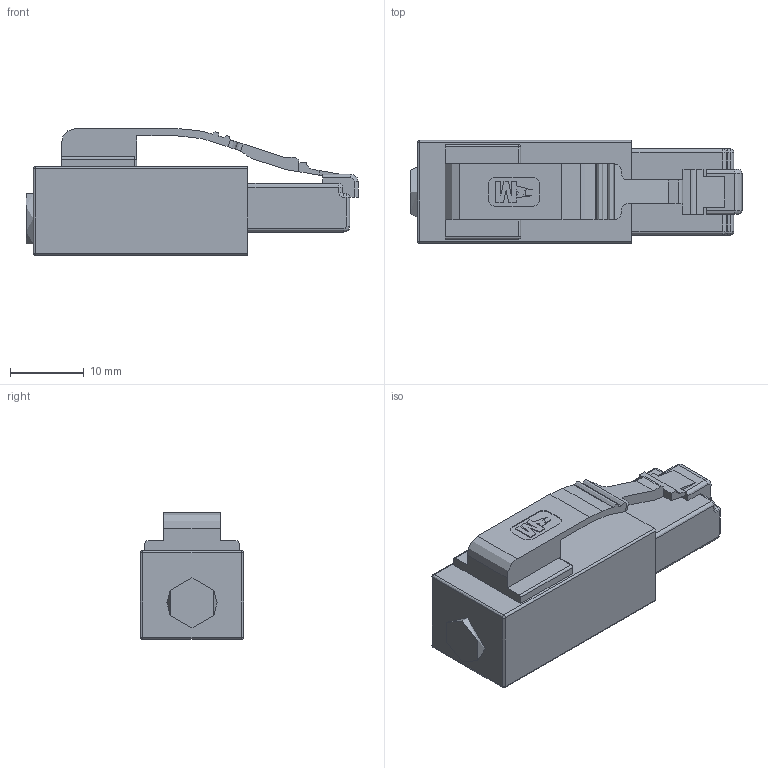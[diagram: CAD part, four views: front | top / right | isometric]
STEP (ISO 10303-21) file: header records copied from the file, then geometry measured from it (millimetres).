
FILE_DESCRIPTION(/* description */ (''),/* implementation_level */ '2;1');
FILE_NAME(/* name */ 'ELEC_ModularPlug_3R108_0000_000CE.ipt.stp',/* time_stamp */ '2016-01-07T16:39:24-08:00',/* author */ ('Autodesk Inc.'),/* organization */ ('Autodesk Inc.'),/* preprocessor_version */ 'ST-DEVELOPER v16.1',/* originating_system */ 'Autodesk Inventor 2016',/* authorisation */ '');
FILE_SCHEMA (('AUTOMOTIVE_DESIGN { 1 0 10303 214 3 1 1 }'));
Length unit declared in the file: millimetre
Products named in the file (1): ELEC_ModularPlug_3R108_0000_000CE
Bounding box: 45 x 14 x 17.19 mm (x, y, z)
Volume: 6667.7 mm3; surface area: 2942.2 mm2
Topology: 1 solids, 1 shells, 159 faces, 424 edges, 261 vertices
Faces by surface type: plane 83, cylinder 54, sphere 10, bspline 10, torus 2
Full cylindrical faces by diameter (mm): 6.8 x1
Entity records: 5371 total; most frequent: CARTESIAN_POINT 1256, ORIENTED_EDGE 824, DIRECTION 812, EDGE_CURVE 412, LINE 284, VECTOR 284, AXIS2_PLACEMENT_3D 264, VERTEX_POINT 260
